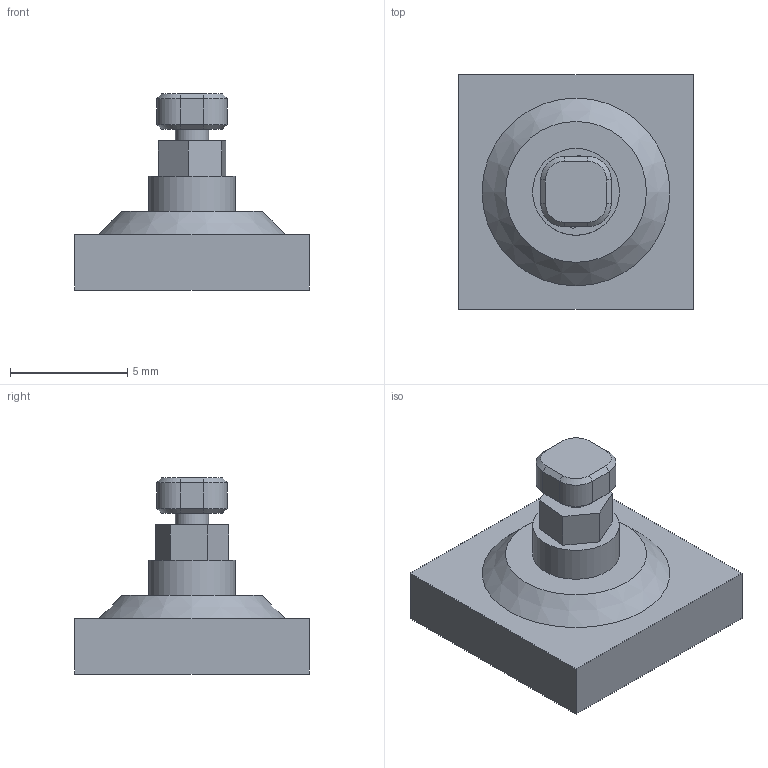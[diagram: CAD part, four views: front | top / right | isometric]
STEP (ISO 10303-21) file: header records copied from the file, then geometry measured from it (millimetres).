
FILE_DESCRIPTION(/* description */ (''),/* implementation_level */ '2;1');
FILE_NAME(/* name */ '五向按键.step',/* time_stamp */ '2021-04-18T12:24:53+08:00',/* author */ (''),/* organization */ (''),/* preprocessor_version */ 'ST-DEVELOPER v18.1',/* originating_system */ 'Autodesk Translation Framework v9.7.0.1280',/* authorisation */ '');
FILE_SCHEMA (('AUTOMOTIVE_DESIGN { 1 0 10303 214 3 1 1 }'));
Length unit declared in the file: millimetre
Products named in the file (1): (未保存)
Bounding box: 10 x 10 x 8.35 mm (x, y, z)
Volume: 312.1 mm3; surface area: 363 mm2
Topology: 1 solids, 1 shells, 44 faces, 95 edges, 58 vertices
Faces by surface type: plane 29, cone 9, cylinder 6
Full cylindrical faces by diameter (mm): 1.414 x1, 3.7 x1
Entity records: 1206 total; most frequent: DIRECTION 207, CARTESIAN_POINT 198, ORIENTED_EDGE 190, EDGE_CURVE 95, LINE 73, VECTOR 73, AXIS2_PLACEMENT_3D 67, VERTEX_POINT 58
